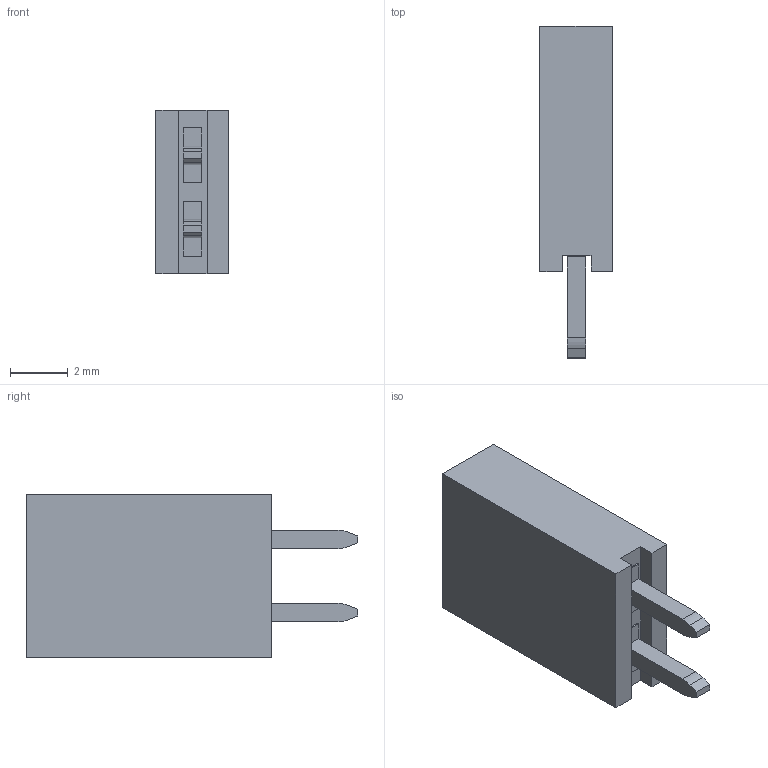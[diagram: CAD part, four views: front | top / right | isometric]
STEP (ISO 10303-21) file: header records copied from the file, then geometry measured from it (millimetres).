
FILE_DESCRIPTION(/* description */ (''),/* implementation_level */ '2;1');
FILE_NAME(/* name */ '2 pin Header.step',/* time_stamp */ '2019-07-25T11:08:33+01:00',/* author */ (''),/* organization */ (''),/* preprocessor_version */ 'ST-DEVELOPER v18',/* originating_system */ 'Autodesk Translation Framework v8.2.0.1029',/* authorisation */ '');
FILE_SCHEMA (('AUTOMOTIVE_DESIGN { 1 0 10303 214 3 1 1 }'));
Length unit declared in the file: millimetre
Products named in the file (1): 2 pin Header
Bounding box: 2.5 x 11.5 x 5.68 mm (x, y, z)
Volume: 109.1 mm3; surface area: 228.7 mm2
Topology: 1 solids, 1 shells, 54 faces, 136 edges, 88 vertices
Faces by surface type: plane 50, cylinder 4
Entity records: 1657 total; most frequent: CARTESIAN_POINT 279, ORIENTED_EDGE 272, DIRECTION 254, EDGE_CURVE 136, LINE 128, VECTOR 128, VERTEX_POINT 88, AXIS2_PLACEMENT_3D 63
